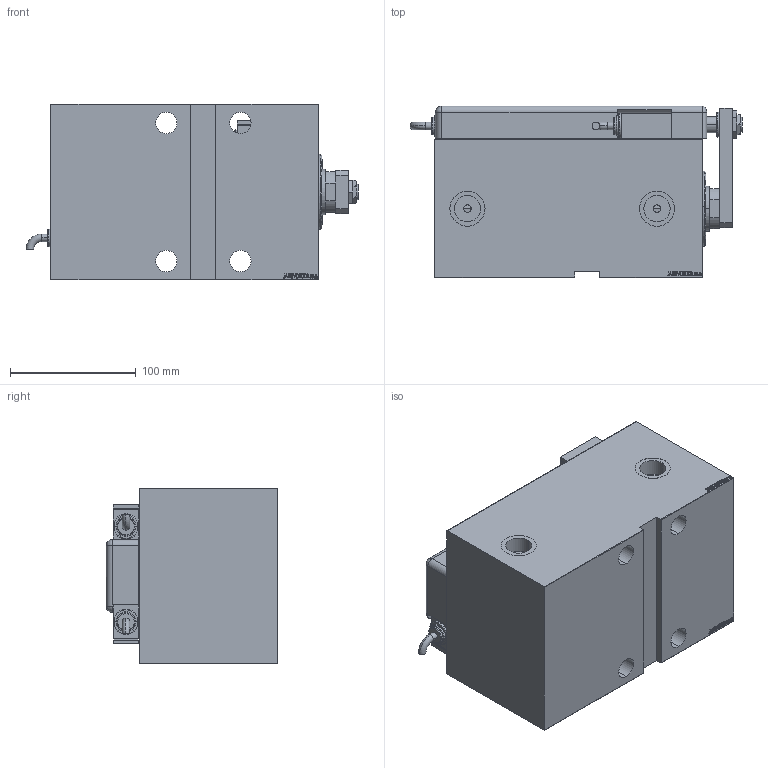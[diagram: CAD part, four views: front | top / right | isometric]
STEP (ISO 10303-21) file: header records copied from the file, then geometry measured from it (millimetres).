
FILE_DESCRIPTION (( 'STEP AP203' ), '1' );
FILE_NAME ('cebf.STEP', '2021-03-18T17:45:21', ( '' ), ( '' ), 'SwSTEP 2.0', 'SolidWorks 2019', '' );
FILE_SCHEMA (( 'CONFIG_CONTROL_DESIGN' ));
Length unit declared in the file: millimetre
Products named in the file (13): MAGNETIC SWITCH Q d2921b3c1fd02628ac91739c3d950516; V450CM_G d2921b3c1fd02628ac91739c3d950516; KRYT d2921b3c1fd02628ac91739c3d950516; V450CM_G_VCP d2921b3c1fd02628ac91739c3d950516; NUT_D13 d2921b3c1fd02628ac91739c3d950516; TYC d2921b3c1fd02628ac91739c3d950516; SWITCH_Q_FRONT_BACK d2921b3c1fd02628ac91739c3d950516; cebf; ZARAZKA_Q d2921b3c1fd02628ac91739c3d950516; V450CM_VC_G d2921b3c1fd02628ac91739c3d950516; SWITCH Q d2921b3c1fd02628ac91739c3d950516; NUT_D19 d2921b3c1fd02628ac91739c3d950516; SWITCH DIM A_G d2921b3c1fd02628ac91739c3d950516
Assembly tree (13 placements, depth 3):
  cebf
    V450CM_G d2921b3c1fd02628ac91739c3d950516
    V450CM_G_VCP d2921b3c1fd02628ac91739c3d950516
    V450CM_VC_G d2921b3c1fd02628ac91739c3d950516
    MAGNETIC SWITCH Q d2921b3c1fd02628ac91739c3d950516
      SWITCH_Q_FRONT_BACK d2921b3c1fd02628ac91739c3d950516
      TYC d2921b3c1fd02628ac91739c3d950516
      ZARAZKA_Q d2921b3c1fd02628ac91739c3d950516
      SWITCH DIM A_G d2921b3c1fd02628ac91739c3d950516
      NUT_D19 d2921b3c1fd02628ac91739c3d950516
      NUT_D13 d2921b3c1fd02628ac91739c3d950516
      KRYT d2921b3c1fd02628ac91739c3d950516
      SWITCH Q d2921b3c1fd02628ac91739c3d950516  x2
Bounding box: 264.46 x 136.8 x 140 mm (x, y, z)
Volume: 2707248.1 mm3; surface area: 358439.4 mm2
Topology: 13 solids, 13 shells, 1258 faces, 3195 edges, 2109 vertices
Faces by surface type: plane 622, bspline 471, cylinder 119, cone 22, torus 22, sphere 2
Entity records: 59522 total; most frequent: CARTESIAN_POINT 31630, ORIENTED_EDGE 6194, DIRECTION 3933, EDGE_CURVE 3097, VERTEX_POINT 2049, VECTOR 1849, LINE 1849, EDGE_LOOP 1392
